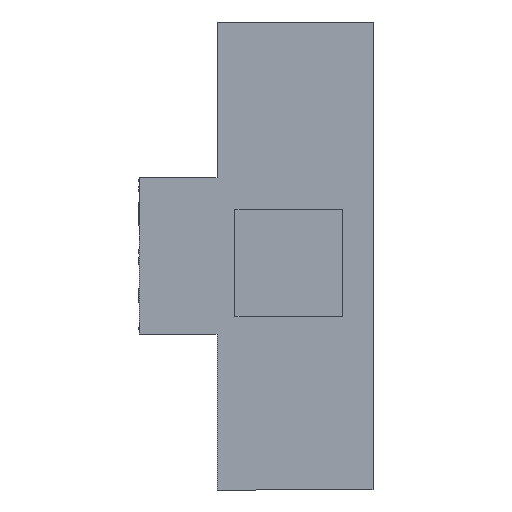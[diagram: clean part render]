
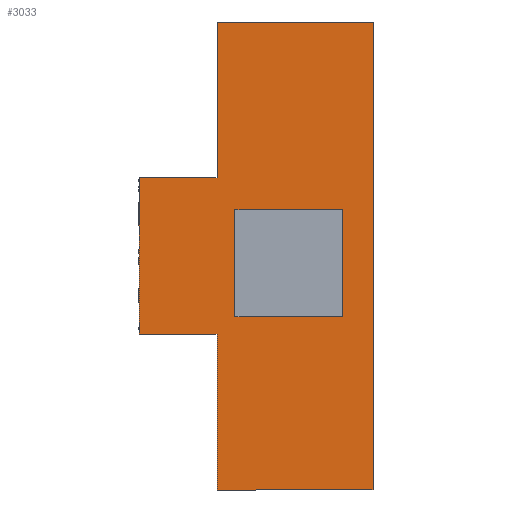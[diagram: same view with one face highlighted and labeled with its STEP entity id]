
A CAD part, front view. The second image highlights one B-rep face of the part: STEP entity #3033.
In plain terms, the highlighted planar face has unit normal (0, -1, 0).
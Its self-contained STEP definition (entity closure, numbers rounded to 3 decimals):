
#21 = DIRECTION ( 'NONE',  ( 0., 0., 1. ) ) ;
#64 = CARTESIAN_POINT ( 'NONE',  ( -30.138, -4., 8.308 ) ) ;
#209 = EDGE_CURVE ( 'NONE', #3664, #2163, #1699, .T. ) ;
#244 = FACE_OUTER_BOUND ( 'NONE', #2832, .T. ) ;
#348 = CARTESIAN_POINT ( 'NONE',  ( -35.061, -4., 9.926 ) ) ;
#367 = LINE ( 'NONE', #389, #2258 ) ;
#389 = CARTESIAN_POINT ( 'NONE',  ( -30.138, -4., 2.808 ) ) ;
#423 = VERTEX_POINT ( 'NONE', #64 ) ;
#428 = ORIENTED_EDGE ( 'NONE', *, *, #4408, .F. ) ;
#470 = ORIENTED_EDGE ( 'NONE', *, *, #1933, .F. ) ;
#476 = VERTEX_POINT ( 'NONE', #3383 ) ;
#559 = VERTEX_POINT ( 'NONE', #2219 ) ;
#632 = PLANE ( 'NONE',  #4463 ) ;
#661 = EDGE_CURVE ( 'NONE', #1252, #423, #1492, .T. ) ;
#667 = EDGE_CURVE ( 'NONE', #476, #2201, #4123, .T. ) ;
#696 = CARTESIAN_POINT ( 'NONE',  ( -35.061, -4., 1.926 ) ) ;
#787 = CARTESIAN_POINT ( 'NONE',  ( -23.061, -4., -6.074 ) ) ;
#793 = VERTEX_POINT ( 'NONE', #3278 ) ;
#808 = EDGE_CURVE ( 'NONE', #423, #559, #367, .T. ) ;
#880 = ORIENTED_EDGE ( 'NONE', *, *, #4766, .F. ) ;
#966 = FACE_BOUND ( 'NONE', #3049, .T. ) ;
#973 = CARTESIAN_POINT ( 'NONE',  ( -31.061, -4., 1.926 ) ) ;
#1008 = EDGE_CURVE ( 'NONE', #4751, #3656, #2321, .T. ) ;
#1017 = VECTOR ( 'NONE', #1146, 1000. ) ;
#1146 = DIRECTION ( 'NONE',  ( -1., 0., 0. ) ) ;
#1252 = VERTEX_POINT ( 'NONE', #2022 ) ;
#1314 = DIRECTION ( 'NONE',  ( 0., 0., 1. ) ) ;
#1347 = CARTESIAN_POINT ( 'NONE',  ( -23.061, -4., 17.926 ) ) ;
#1376 = LINE ( 'NONE', #1347, #3560 ) ;
#1425 = DIRECTION ( 'NONE',  ( 0., 0., 1. ) ) ;
#1492 = LINE ( 'NONE', #2997, #1017 ) ;
#1567 = VECTOR ( 'NONE', #21, 1000. ) ;
#1645 = VECTOR ( 'NONE', #2264, 1000. ) ;
#1699 = LINE ( 'NONE', #1996, #3891 ) ;
#1738 = ORIENTED_EDGE ( 'NONE', *, *, #661, .F. ) ;
#1933 = EDGE_CURVE ( 'NONE', #2201, #2361, #2198, .T. ) ;
#1996 = CARTESIAN_POINT ( 'NONE',  ( -31.061, -4., 9.926 ) ) ;
#2022 = CARTESIAN_POINT ( 'NONE',  ( -24.638, -4., 8.308 ) ) ;
#2108 = CARTESIAN_POINT ( 'NONE',  ( 0., -4., 0. ) ) ;
#2114 = LINE ( 'NONE', #3971, #4278 ) ;
#2119 = VECTOR ( 'NONE', #2987, 1000. ) ;
#2140 = CARTESIAN_POINT ( 'NONE',  ( -31.061, -4., 1.926 ) ) ;
#2163 = VERTEX_POINT ( 'NONE', #2470 ) ;
#2171 = ORIENTED_EDGE ( 'NONE', *, *, #209, .F. ) ;
#2174 = LINE ( 'NONE', #3709, #4528 ) ;
#2198 = LINE ( 'NONE', #2293, #1567 ) ;
#2201 = VERTEX_POINT ( 'NONE', #3618 ) ;
#2219 = CARTESIAN_POINT ( 'NONE',  ( -30.138, -4., 2.808 ) ) ;
#2258 = VECTOR ( 'NONE', #4066, 1000. ) ;
#2264 = DIRECTION ( 'NONE',  ( -1., 0., 0. ) ) ;
#2291 = EDGE_CURVE ( 'NONE', #559, #793, #2114, .T. ) ;
#2293 = CARTESIAN_POINT ( 'NONE',  ( -31.061, -4., -6.074 ) ) ;
#2310 = ORIENTED_EDGE ( 'NONE', *, *, #3422, .F. ) ;
#2321 = LINE ( 'NONE', #3103, #3662 ) ;
#2361 = VERTEX_POINT ( 'NONE', #2140 ) ;
#2402 = ORIENTED_EDGE ( 'NONE', *, *, #2623, .F. ) ;
#2455 = LINE ( 'NONE', #973, #2784 ) ;
#2470 = CARTESIAN_POINT ( 'NONE',  ( -31.061, -4., 17.926 ) ) ;
#2611 = ORIENTED_EDGE ( 'NONE', *, *, #2291, .F. ) ;
#2623 = EDGE_CURVE ( 'NONE', #2163, #4369, #3072, .T. ) ;
#2714 = CARTESIAN_POINT ( 'NONE',  ( -35.061, -4., 9.926 ) ) ;
#2757 = DIRECTION ( 'NONE',  ( 0., 0., 1. ) ) ;
#2784 = VECTOR ( 'NONE', #4727, 1000. ) ;
#2790 = DIRECTION ( 'NONE',  ( 0., 0., 1. ) ) ;
#2832 = EDGE_LOOP ( 'NONE', ( #428, #470, #4319, #4344, #2402, #2171, #2310, #3344 ) ) ;
#2987 = DIRECTION ( 'NONE',  ( 1., 0., 0. ) ) ;
#2997 = CARTESIAN_POINT ( 'NONE',  ( -24.638, -4., 8.308 ) ) ;
#3033 = ADVANCED_FACE ( 'NONE', ( #244, #966 ), #632, .F. ) ;
#3049 = EDGE_LOOP ( 'NONE', ( #880, #2611, #3365, #1738 ) ) ;
#3052 = CARTESIAN_POINT ( 'NONE',  ( -23.061, -4., 17.926 ) ) ;
#3072 = LINE ( 'NONE', #4168, #4079 ) ;
#3103 = CARTESIAN_POINT ( 'NONE',  ( -35.061, -4., 1.926 ) ) ;
#3190 = DIRECTION ( 'NONE',  ( 0., 0., -1. ) ) ;
#3278 = CARTESIAN_POINT ( 'NONE',  ( -24.638, -4., 2.808 ) ) ;
#3344 = ORIENTED_EDGE ( 'NONE', *, *, #1008, .F. ) ;
#3365 = ORIENTED_EDGE ( 'NONE', *, *, #808, .F. ) ;
#3383 = CARTESIAN_POINT ( 'NONE',  ( -23.061, -4., -6.074 ) ) ;
#3422 = EDGE_CURVE ( 'NONE', #3656, #3664, #4042, .T. ) ;
#3560 = VECTOR ( 'NONE', #3190, 1000. ) ;
#3618 = CARTESIAN_POINT ( 'NONE',  ( -31.061, -4., -6.074 ) ) ;
#3656 = VERTEX_POINT ( 'NONE', #2714 ) ;
#3662 = VECTOR ( 'NONE', #2757, 1000. ) ;
#3664 = VERTEX_POINT ( 'NONE', #3859 ) ;
#3709 = CARTESIAN_POINT ( 'NONE',  ( -24.638, -4., 2.808 ) ) ;
#3800 = DIRECTION ( 'NONE',  ( 1., 0., 0. ) ) ;
#3829 = EDGE_CURVE ( 'NONE', #4369, #476, #1376, .T. ) ;
#3859 = CARTESIAN_POINT ( 'NONE',  ( -31.061, -4., 9.926 ) ) ;
#3891 = VECTOR ( 'NONE', #1314, 1000. ) ;
#3971 = CARTESIAN_POINT ( 'NONE',  ( -24.638, -4., 2.808 ) ) ;
#4042 = LINE ( 'NONE', #348, #2119 ) ;
#4066 = DIRECTION ( 'NONE',  ( 0., 0., -1. ) ) ;
#4079 = VECTOR ( 'NONE', #3800, 1000. ) ;
#4123 = LINE ( 'NONE', #787, #1645 ) ;
#4168 = CARTESIAN_POINT ( 'NONE',  ( -31.061, -4., 17.926 ) ) ;
#4278 = VECTOR ( 'NONE', #4781, 1000. ) ;
#4301 = DIRECTION ( 'NONE',  ( 0., 1., 0. ) ) ;
#4319 = ORIENTED_EDGE ( 'NONE', *, *, #667, .F. ) ;
#4344 = ORIENTED_EDGE ( 'NONE', *, *, #3829, .F. ) ;
#4369 = VERTEX_POINT ( 'NONE', #3052 ) ;
#4408 = EDGE_CURVE ( 'NONE', #2361, #4751, #2455, .T. ) ;
#4463 = AXIS2_PLACEMENT_3D ( 'NONE', #2108, #4301, #2790 ) ;
#4528 = VECTOR ( 'NONE', #1425, 1000. ) ;
#4727 = DIRECTION ( 'NONE',  ( -1., 0., 0. ) ) ;
#4751 = VERTEX_POINT ( 'NONE', #696 ) ;
#4766 = EDGE_CURVE ( 'NONE', #793, #1252, #2174, .T. ) ;
#4781 = DIRECTION ( 'NONE',  ( 1., 0., 0. ) ) ;
